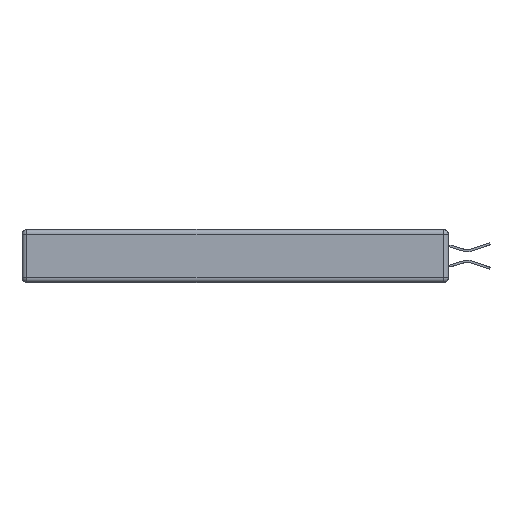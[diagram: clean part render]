
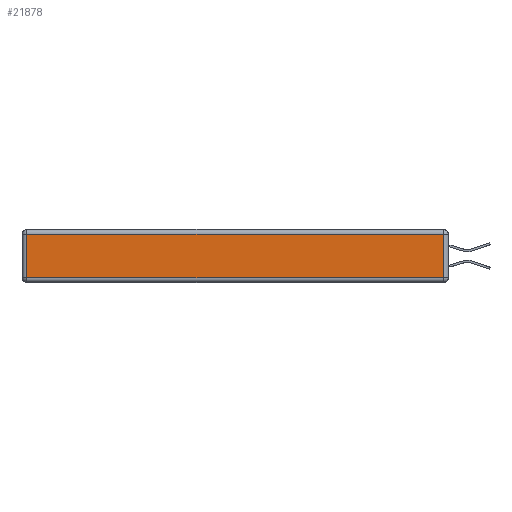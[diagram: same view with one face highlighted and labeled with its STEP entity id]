
A CAD part, left-side view. The second image highlights one B-rep face of the part: STEP entity #21878.
In plain terms, the highlighted planar face has unit normal (-1, 0, 0).
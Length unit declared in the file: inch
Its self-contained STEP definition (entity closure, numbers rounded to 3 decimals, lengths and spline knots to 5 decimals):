
#557 = VERTEX_POINT ( 'NONE', #10248 ) ;
#675 = CARTESIAN_POINT ( 'NONE',  ( 0., 0., -0.343 ) ) ;
#1404 = LINE ( 'NONE', #25877, #21113 ) ;
#1484 = CARTESIAN_POINT ( 'NONE',  ( 0., 0., -0.313 ) ) ;
#1698 = DIRECTION ( 'NONE',  ( 0., 0., 1. ) ) ;
#1956 = CARTESIAN_POINT ( 'NONE',  ( 0., 0.03, -0.313 ) ) ;
#2141 = LINE ( 'NONE', #11556, #3166 ) ;
#2318 = CARTESIAN_POINT ( 'NONE',  ( 0., 2.75, -0.03 ) ) ;
#3166 = VECTOR ( 'NONE', #23357, 39.37008 ) ;
#4521 = DIRECTION ( 'NONE',  ( 0., 1., 0. ) ) ;
#4938 = PLANE ( 'NONE',  #23936 ) ;
#9453 = CARTESIAN_POINT ( 'NONE',  ( 0., 0.03, -0.03 ) ) ;
#10158 = ORIENTED_EDGE ( 'NONE', *, *, #25006, .T. ) ;
#10248 = CARTESIAN_POINT ( 'NONE',  ( 0., 2.72, -0.313 ) ) ;
#10318 = DIRECTION ( 'NONE',  ( 0., -1., 0. ) ) ;
#11428 = ORIENTED_EDGE ( 'NONE', *, *, #25748, .T. ) ;
#11556 = CARTESIAN_POINT ( 'NONE',  ( 0., 2.72, -0.343 ) ) ;
#12123 = VECTOR ( 'NONE', #4521, 39.37008 ) ;
#13384 = VERTEX_POINT ( 'NONE', #1956 ) ;
#13426 = CARTESIAN_POINT ( 'NONE',  ( 0., 2.72, -0.03 ) ) ;
#13519 = EDGE_LOOP ( 'NONE', ( #19429, #24262, #11428, #10158 ) ) ;
#13923 = LINE ( 'NONE', #2318, #12123 ) ;
#16161 = DIRECTION ( 'NONE',  ( 0., 0., 1. ) ) ;
#16441 = EDGE_CURVE ( 'NONE', #557, #13384, #17018, .T. ) ;
#17018 = LINE ( 'NONE', #1484, #21534 ) ;
#19429 = ORIENTED_EDGE ( 'NONE', *, *, #16441, .T. ) ;
#20567 = EDGE_CURVE ( 'NONE', #13384, #26765, #1404, .T. ) ;
#20919 = FACE_OUTER_BOUND ( 'NONE', #13519, .T. ) ;
#21113 = VECTOR ( 'NONE', #1698, 39.37008 ) ;
#21534 = VECTOR ( 'NONE', #10318, 39.37008 ) ;
#21878 = ADVANCED_FACE ( 'NONE', ( #20919 ), #4938, .T. ) ;
#23357 = DIRECTION ( 'NONE',  ( 0., 0., -1. ) ) ;
#23936 = AXIS2_PLACEMENT_3D ( 'NONE', #675, #24701, #16161 ) ;
#24262 = ORIENTED_EDGE ( 'NONE', *, *, #20567, .T. ) ;
#24701 = DIRECTION ( 'NONE',  ( -1., 0., 0. ) ) ;
#24937 = VERTEX_POINT ( 'NONE', #13426 ) ;
#25006 = EDGE_CURVE ( 'NONE', #24937, #557, #2141, .T. ) ;
#25748 = EDGE_CURVE ( 'NONE', #26765, #24937, #13923, .T. ) ;
#25877 = CARTESIAN_POINT ( 'NONE',  ( 0., 0.03, -0.343 ) ) ;
#26765 = VERTEX_POINT ( 'NONE', #9453 ) ;
